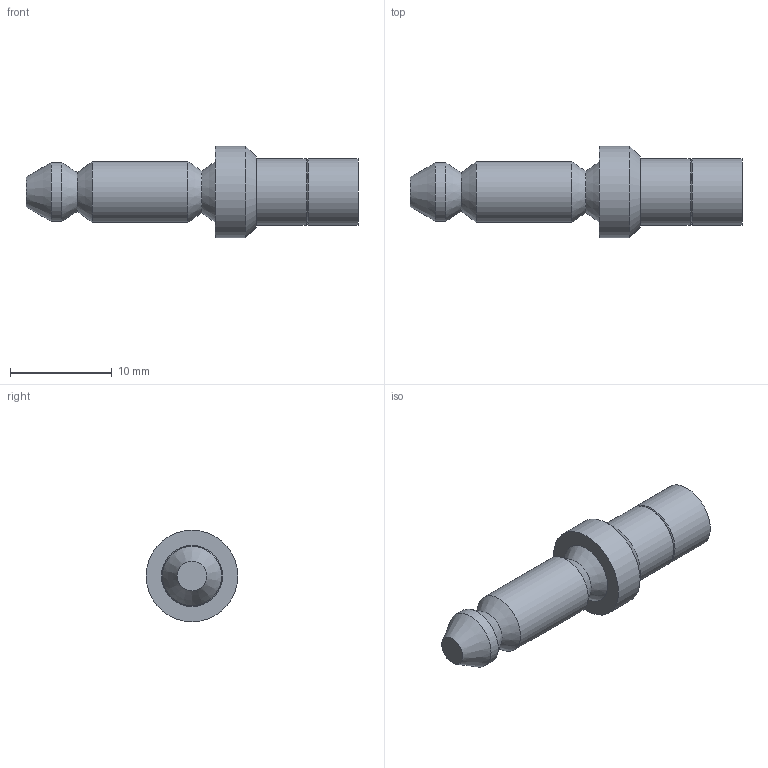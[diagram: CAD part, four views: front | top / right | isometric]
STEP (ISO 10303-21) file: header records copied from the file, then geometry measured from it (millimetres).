
FILE_DESCRIPTION( ( 'Unknown' ), '1' );
FILE_NAME( '7464006.stp', 'Unknown', ( 'Unknown' ), ( 'Unknown' ), 'PSStep 18.0.17', 'Unknown', ' ' );
FILE_SCHEMA( ( 'AUTOMOTIVE_DESIGN { 1 0 10303 214 1 1 1 1 }' ) );
Length unit declared in the file: millimetre
Products named in the file (1): 1
Bounding box: 32.59 x 9 x 9 mm (x, y, z)
Volume: 909.3 mm3; surface area: 852.4 mm2
Topology: 1 solids, 1 shells, 20 faces, 39 edges, 23 vertices
Faces by surface type: cone 10, cylinder 6, plane 4
Full cylindrical faces by diameter (mm): 3.4 x1, 5.797 x1, 5.99 x1, 6.5 x2, 9 x1
Entity records: 574 total; most frequent: DIRECTION 80, CARTESIAN_POINT 60, AXIS2_PLACEMENT_3D 40, EDGE_LOOP 38, ORIENTED_EDGE 38, FACE_OUTER_BOUND 26, STYLED_ITEM 20, PRESENTATION_STYLE_ASSIGNMENT 20
